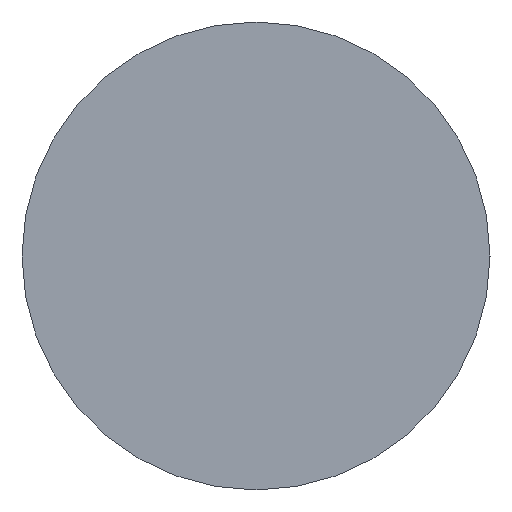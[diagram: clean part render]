
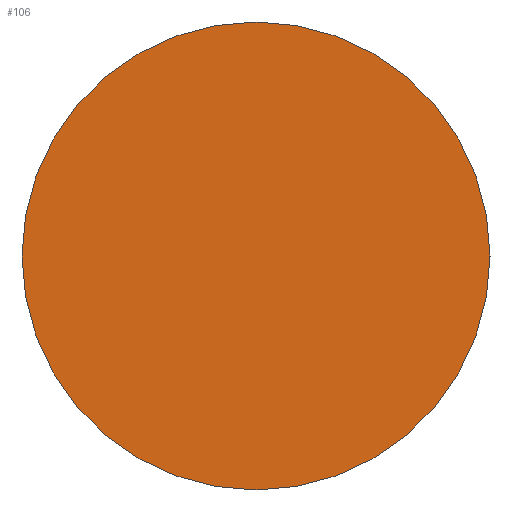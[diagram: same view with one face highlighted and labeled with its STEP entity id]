
A CAD part, left-side view. The second image highlights one B-rep face of the part: STEP entity #106.
In plain terms, the highlighted planar face has unit normal (-1, 0, 0).
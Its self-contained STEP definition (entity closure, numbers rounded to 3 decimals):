
#24 = VERTEX_POINT ( 'NONE', #94 ) ;
#33 = CARTESIAN_POINT ( 'NONE',  ( 11.081, 6.516, -2. ) ) ;
#38 = EDGE_CURVE ( 'NONE', #24, #184, #72, .T. ) ;
#43 = CIRCLE ( 'NONE', #109, 2. ) ;
#46 = DIRECTION ( 'NONE',  ( -1., 0., 0. ) ) ;
#53 = EDGE_LOOP ( 'NONE', ( #74, #98 ) ) ;
#58 = CARTESIAN_POINT ( 'NONE',  ( 11.081, 6.516, 0. ) ) ;
#62 = DIRECTION ( 'NONE',  ( 0., 0., -1. ) ) ;
#63 = EDGE_CURVE ( 'NONE', #184, #24, #43, .T. ) ;
#71 = DIRECTION ( 'NONE',  ( 0., 0., 1. ) ) ;
#72 = CIRCLE ( 'NONE', #83, 2. ) ;
#74 = ORIENTED_EDGE ( 'NONE', *, *, #38, .T. ) ;
#75 = DIRECTION ( 'NONE',  ( -1., 0., 0. ) ) ;
#83 = AXIS2_PLACEMENT_3D ( 'NONE', #133, #46, #71 ) ;
#90 = CARTESIAN_POINT ( 'NONE',  ( 11.081, 6.516, 0. ) ) ;
#94 = CARTESIAN_POINT ( 'NONE',  ( 11.081, 6.516, 2. ) ) ;
#98 = ORIENTED_EDGE ( 'NONE', *, *, #63, .T. ) ;
#99 = DIRECTION ( 'NONE',  ( 1., 0., 0. ) ) ;
#106 = ADVANCED_FACE ( 'NONE', ( #183 ), #127, .F. ) ;
#109 = AXIS2_PLACEMENT_3D ( 'NONE', #58, #75, #173 ) ;
#127 = PLANE ( 'NONE',  #167 ) ;
#133 = CARTESIAN_POINT ( 'NONE',  ( 11.081, 6.516, 0. ) ) ;
#167 = AXIS2_PLACEMENT_3D ( 'NONE', #90, #99, #62 ) ;
#173 = DIRECTION ( 'NONE',  ( 0., 0., 1. ) ) ;
#183 = FACE_OUTER_BOUND ( 'NONE', #53, .T. ) ;
#184 = VERTEX_POINT ( 'NONE', #33 ) ;
